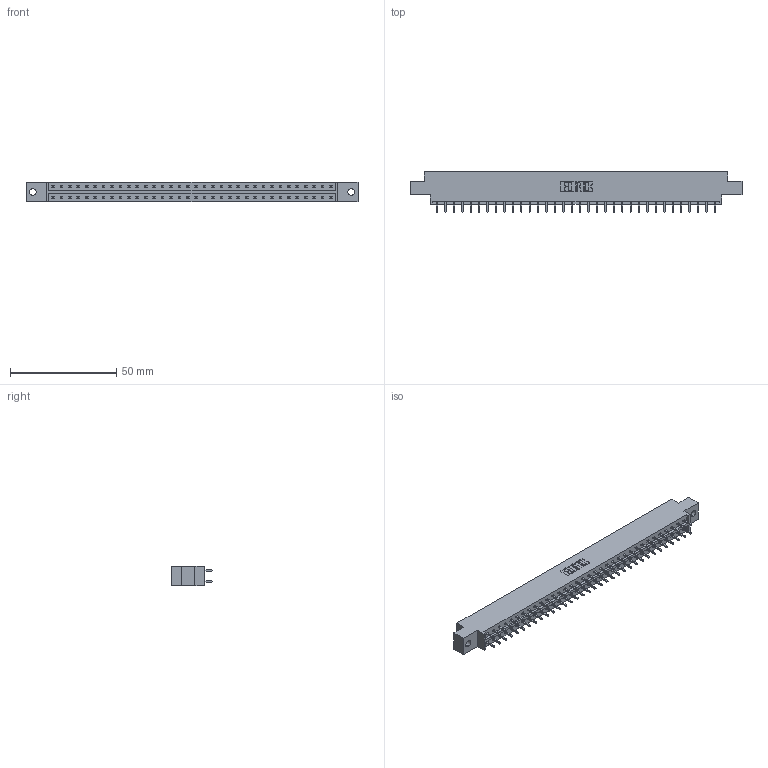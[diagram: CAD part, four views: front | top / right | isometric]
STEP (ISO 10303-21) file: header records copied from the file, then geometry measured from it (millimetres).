
FILE_DESCRIPTION (( 'STEP AP203' ), '1' );
FILE_NAME ('333-068-521-802.STEP', '2018-08-04T12:37:26', ( '' ), ( '' ), 'SwSTEP 2.0', 'SolidWorks 2016', '' );
FILE_SCHEMA (( 'CONFIG_CONTROL_DESIGN' ));
Length unit declared in the file: inch
Products named in the file (3): 333 Part_Offset - .128 Dia; 345-292-001_345-293-121; 333-068-521-802
Assembly tree (69 placements, depth 2):
  333-068-521-802
    333 Part_Offset - .128 Dia
    345-292-001_345-293-121  x68
Bounding box: 156.26 x 19.06 x 9.4 mm (x, y, z)
Volume: 15586.3 mm3; surface area: 18092.8 mm2
Topology: 69 solids, 69 shells, 3654 faces, 10863 edges, 7150 vertices
Faces by surface type: plane 2522, cylinder 1132
Entity records: 23061 total; most frequent: CARTESIAN_POINT 3834, ORIENTED_EDGE 3770, DIRECTION 3289, EDGE_CURVE 1885, VECTOR 1757, LINE 1757, VERTEX_POINT 1254, AXIS2_PLACEMENT_3D 766
